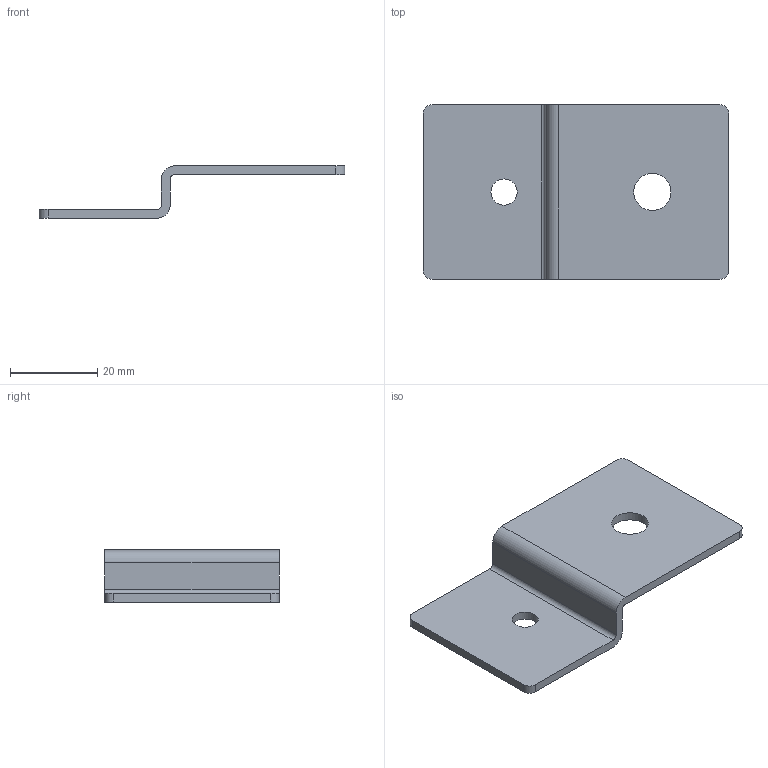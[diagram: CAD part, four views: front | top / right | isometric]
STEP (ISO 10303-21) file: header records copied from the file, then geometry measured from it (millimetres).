
FILE_DESCRIPTION(('STEP AP203'),'2;1');
FILE_NAME('28.002.03.stp','2011-03-07T09:42:49',(''),(''),'2009.3.110','THINKDESIGN','');
FILE_SCHEMA(('CONFIG_CONTROL_DESIGN'));
Length unit declared in the file: millimetre
Bounding box: 70 x 40 x 12 mm (x, y, z)
Volume: 6085.7 mm3; surface area: 6643.1 mm2
Topology: 1 solids, 1 shells, 20 faces, 58 edges, 40 vertices
Faces by surface type: cylinder 10, plane 10
Full cylindrical faces by diameter (mm): 6 x1, 8.5 x1
Entity records: 779 total; most frequent: DIRECTION 122, CARTESIAN_POINT 118, ORIENTED_EDGE 116, EDGE_CURVE 58, AXIS2_PLACEMENT_3D 44, VERTEX_POINT 40, VECTOR 34, LINE 34
